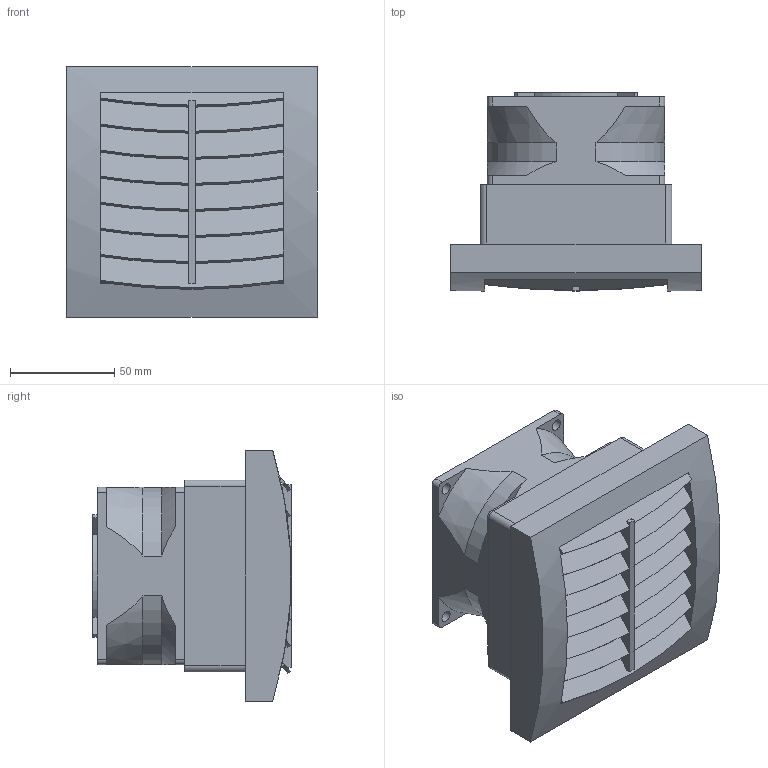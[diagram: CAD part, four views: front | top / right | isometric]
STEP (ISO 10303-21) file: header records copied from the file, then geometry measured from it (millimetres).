
FILE_DESCRIPTION (( 'STEP AP214' ), '1' );
FILE_NAME ('018802-00.STEP', '2019-08-05T10:32:53', ( '' ), ( '' ), 'SwSTEP 2.0', 'SolidWorks 2018', '' );
FILE_SCHEMA (( 'AUTOMOTIVE_DESIGN' ));
Length unit declared in the file: inch
Products named in the file (1): 018802-00
Bounding box: 120 x 95 x 120 mm (x, y, z)
Volume: 332186 mm3; surface area: 143579.3 mm2
Topology: 1 solids, 1 shells, 506 faces, 1507 edges, 987 vertices
Faces by surface type: plane 293, cylinder 205, cone 8
Full cylindrical faces by diameter (mm): 5.5 x8, 23.8 x1, 68 x1
Entity records: 17466 total; most frequent: CARTESIAN_POINT 3181, ORIENTED_EDGE 2990, DIRECTION 2938, EDGE_CURVE 1495, LINE 990, VECTOR 990, VERTEX_POINT 985, AXIS2_PLACEMENT_3D 974
